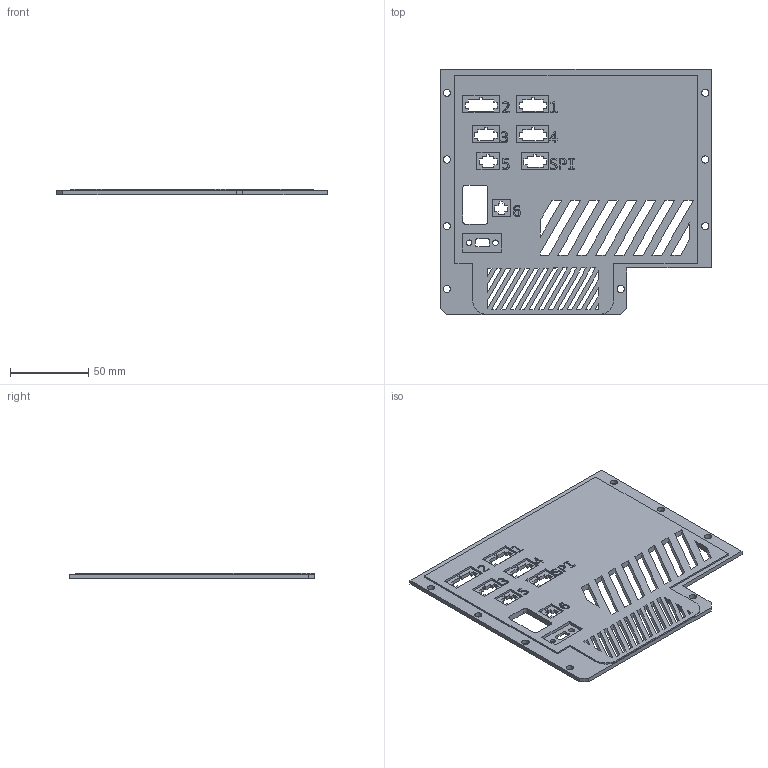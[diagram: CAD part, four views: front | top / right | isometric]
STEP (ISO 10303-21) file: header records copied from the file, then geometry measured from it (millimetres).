
FILE_DESCRIPTION(/* description */ (''),/* implementation_level */ '2;1');
FILE_NAME(/* name */ 'Rear Panel - DD XYZ with BLTouch.step',/* time_stamp */ '2022-07-20T12:34:39-05:00',/* author */ (''),/* organization */ (''),/* preprocessor_version */ 'ST-DEVELOPER v19',/* originating_system */ 'Autodesk Translation Framework v11.7.0.108',/* authorisation */ '');
FILE_SCHEMA (('AUTOMOTIVE_DESIGN { 1 0 10303 214 3 1 1 }'));
Length unit declared in the file: millimetre
Products named in the file (1): Rear Panel - DD Ender with BLTouch
Bounding box: 172.55 x 156.8 x 3.8 mm (x, y, z)
Volume: 76138.1 mm3; surface area: 54123.1 mm2
Topology: 1 solids, 1 shells, 851 faces, 2448 edges, 1632 vertices
Faces by surface type: plane 431, bspline 400, cylinder 20
Full cylindrical faces by diameter (mm): 3.5 x2, 4.6 x8
Entity records: 33150 total; most frequent: CARTESIAN_POINT 13348, ORIENTED_EDGE 4896, DIRECTION 2592, EDGE_CURVE 2448, VERTEX_POINT 1632, LINE 1608, VECTOR 1608, EDGE_LOOP 970
